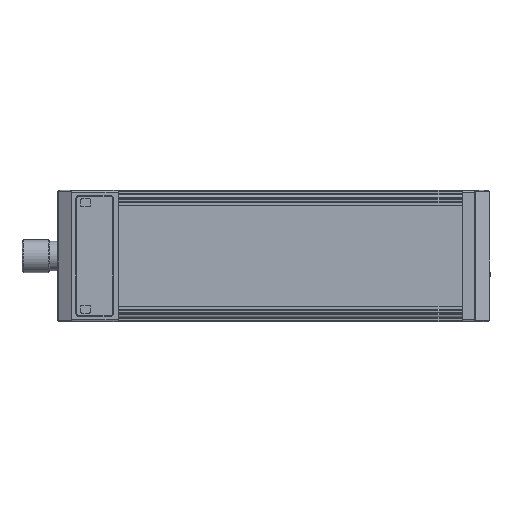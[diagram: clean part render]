
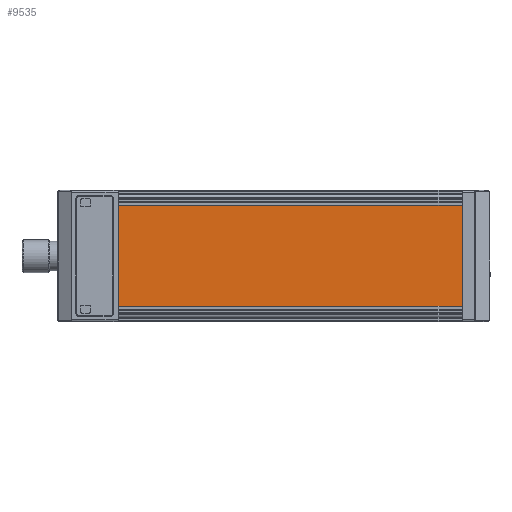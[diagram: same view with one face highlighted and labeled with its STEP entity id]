
A CAD part, top view. The second image highlights one B-rep face of the part: STEP entity #9535.
In plain terms, the highlighted planar face has unit normal (0, 0, 1).
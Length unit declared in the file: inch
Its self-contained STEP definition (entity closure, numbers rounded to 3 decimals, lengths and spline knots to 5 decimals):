
#932 = EDGE_CURVE ( 'NONE', #14822, #1393, #11838, .T. ) ;
#1393 = VERTEX_POINT ( 'NONE', #11579 ) ;
#2538 = ORIENTED_EDGE ( 'NONE', *, *, #932, .T. ) ;
#2637 = DIRECTION ( 'NONE',  ( 1., 0., 0. ) ) ;
#3368 = DIRECTION ( 'NONE',  ( 1., 0., 0. ) ) ;
#4826 = EDGE_CURVE ( 'NONE', #15105, #5310, #10248, .T. ) ;
#5199 = DIRECTION ( 'NONE',  ( -1., 0., 0. ) ) ;
#5310 = VERTEX_POINT ( 'NONE', #14705 ) ;
#5336 = LINE ( 'NONE', #11806, #15172 ) ;
#6340 = LINE ( 'NONE', #6603, #9097 ) ;
#6603 = CARTESIAN_POINT ( 'NONE',  ( -5.10458, 0.91399, -0.20472 ) ) ;
#8085 = ORIENTED_EDGE ( 'NONE', *, *, #15024, .T. ) ;
#9024 = DIRECTION ( 'NONE',  ( 0., -1., 0. ) ) ;
#9097 = VECTOR ( 'NONE', #9024, 39.37008 ) ;
#9535 = ADVANCED_FACE ( 'NONE', ( #9936 ), #13911, .T. ) ;
#9575 = VECTOR ( 'NONE', #5199, 39.37008 ) ;
#9936 = FACE_OUTER_BOUND ( 'NONE', #14380, .T. ) ;
#10248 = LINE ( 'NONE', #11783, #14616 ) ;
#10431 = CARTESIAN_POINT ( 'NONE',  ( -0.18332, 1.64838, -0.20472 ) ) ;
#10783 = ORIENTED_EDGE ( 'NONE', *, *, #11262, .T. ) ;
#11228 = DIRECTION ( 'NONE',  ( 0., 0., 1. ) ) ;
#11262 = EDGE_CURVE ( 'NONE', #5310, #14822, #5336, .T. ) ;
#11579 = CARTESIAN_POINT ( 'NONE',  ( -5.10458, 1.64838, -0.20472 ) ) ;
#11783 = CARTESIAN_POINT ( 'NONE',  ( -0.18332, 0.1796, -0.20472 ) ) ;
#11806 = CARTESIAN_POINT ( 'NONE',  ( -0.18332, 0.91399, -0.20472 ) ) ;
#11838 = LINE ( 'NONE', #13311, #9575 ) ;
#11992 = ORIENTED_EDGE ( 'NONE', *, *, #4826, .T. ) ;
#13311 = CARTESIAN_POINT ( 'NONE',  ( -0.18332, 1.64838, -0.20472 ) ) ;
#13431 = AXIS2_PLACEMENT_3D ( 'NONE', #15203, #11228, #3368 ) ;
#13911 = PLANE ( 'NONE',  #13431 ) ;
#14202 = CARTESIAN_POINT ( 'NONE',  ( -5.10458, 0.1796, -0.20472 ) ) ;
#14317 = DIRECTION ( 'NONE',  ( 0., 1., 0. ) ) ;
#14380 = EDGE_LOOP ( 'NONE', ( #10783, #2538, #8085, #11992 ) ) ;
#14616 = VECTOR ( 'NONE', #2637, 39.37008 ) ;
#14705 = CARTESIAN_POINT ( 'NONE',  ( -0.18332, 0.1796, -0.20472 ) ) ;
#14822 = VERTEX_POINT ( 'NONE', #10431 ) ;
#15024 = EDGE_CURVE ( 'NONE', #1393, #15105, #6340, .T. ) ;
#15105 = VERTEX_POINT ( 'NONE', #14202 ) ;
#15172 = VECTOR ( 'NONE', #14317, 39.37008 ) ;
#15203 = CARTESIAN_POINT ( 'NONE',  ( -0.18332, 0.91399, -0.20472 ) ) ;
